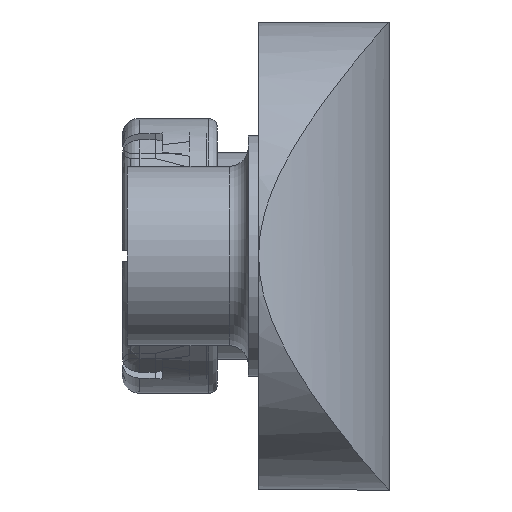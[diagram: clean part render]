
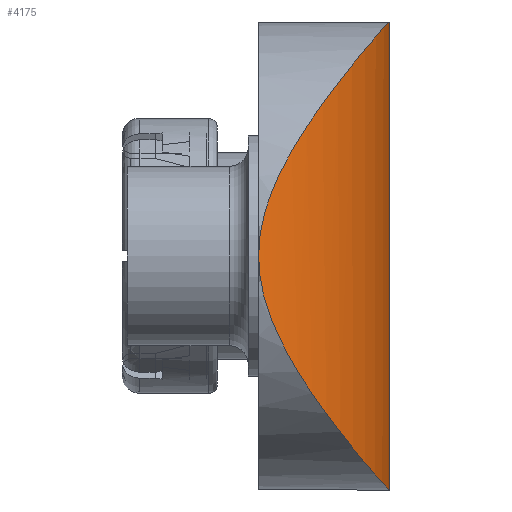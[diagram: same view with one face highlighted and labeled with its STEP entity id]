
A CAD part, left-side view. The second image highlights one B-rep face of the part: STEP entity #4175.
In plain terms, the highlighted cylindrical face has radius 8.335 mm (diameter 16.671 mm), a partial arc.
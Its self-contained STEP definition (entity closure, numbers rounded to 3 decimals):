
#8 = DIRECTION ( 'NONE',  ( 0., 0., 1. ) ) ;
#38 = ORIENTED_EDGE ( 'NONE', *, *, #2310, .F. ) ;
#84 = CARTESIAN_POINT ( 'NONE',  ( -11.764, 2.17, -4.128 ) ) ;
#96 = CARTESIAN_POINT ( 'NONE',  ( -13.145, 3.81, 0.238 ) ) ;
#122 = VERTEX_POINT ( 'NONE', #1668 ) ;
#130 = CARTESIAN_POINT ( 'NONE',  ( -12.229, 2.628, -3.434 ) ) ;
#179 = CARTESIAN_POINT ( 'NONE',  ( -6.833, 0.014, 6.795 ) ) ;
#215 = CYLINDRICAL_SURFACE ( 'NONE', #2345, 8.335 ) ;
#250 = EDGE_CURVE ( 'NONE', #2700, #122, #1523, .T. ) ;
#355 = DIRECTION ( 'NONE',  ( 1., 0., 0. ) ) ;
#370 = CARTESIAN_POINT ( 'NONE',  ( -6.145, 8.335, 6.795 ) ) ;
#380 = AXIS2_PLACEMENT_3D ( 'NONE', #370, #2711, #1736 ) ;
#415 = CARTESIAN_POINT ( 'NONE',  ( -9.282, 0.61, -6.134 ) ) ;
#441 = CARTESIAN_POINT ( 'NONE',  ( -13.083, 3.715, 0.949 ) ) ;
#446 = CARTESIAN_POINT ( 'NONE',  ( -10.911, 1.487, -5.054 ) ) ;
#460 = CARTESIAN_POINT ( 'NONE',  ( -13.133, 3.791, 0.475 ) ) ;
#477 = CARTESIAN_POINT ( 'NONE',  ( -8.221, 0.259, 6.536 ) ) ;
#478 = EDGE_CURVE ( 'NONE', #3260, #1642, #1487, .T. ) ;
#503 = CARTESIAN_POINT ( 'NONE',  ( -6.35, 0.003, 6.795 ) ) ;
#560 = CARTESIAN_POINT ( 'NONE',  ( -6.145, 0., -6.795 ) ) ;
#575 = CIRCLE ( 'NONE', #380, 8.335 ) ;
#579 = VECTOR ( 'NONE', #930, 1000. ) ;
#686 = EDGE_CURVE ( 'NONE', #122, #3466, #2582, .T. ) ;
#744 = CARTESIAN_POINT ( 'NONE',  ( -6.35, 0.003, -6.795 ) ) ;
#789 = CARTESIAN_POINT ( 'NONE',  ( -12.951, 3.523, 1.626 ) ) ;
#803 = CARTESIAN_POINT ( 'NONE',  ( -8.869, 0.455, -6.315 ) ) ;
#819 = CARTESIAN_POINT ( 'NONE',  ( -12.429, 2.853, 3.066 ) ) ;
#843 = FACE_OUTER_BOUND ( 'NONE', #2092, .T. ) ;
#930 = DIRECTION ( 'NONE',  ( 0., 0., 1. ) ) ;
#1096 = CARTESIAN_POINT ( 'NONE',  ( -8.656, 0.384, -6.396 ) ) ;
#1142 = CARTESIAN_POINT ( 'NONE',  ( -8.215, 0.258, -6.538 ) ) ;
#1156 = DIRECTION ( 'NONE',  ( 1., 0., 0. ) ) ;
#1345 = CARTESIAN_POINT ( 'NONE',  ( -6.145, 8.335, -6.795 ) ) ;
#1446 = CARTESIAN_POINT ( 'NONE',  ( -13.145, 3.81, 0. ) ) ;
#1463 = CARTESIAN_POINT ( 'NONE',  ( -6.833, 0.014, -6.795 ) ) ;
#1475 = CARTESIAN_POINT ( 'NONE',  ( -12.766, 3.264, -2.279 ) ) ;
#1487 = LINE ( 'NONE', #560, #579 ) ;
#1490 = CARTESIAN_POINT ( 'NONE',  ( -12.904, 3.454, -1.853 ) ) ;
#1523 = B_SPLINE_CURVE_WITH_KNOTS ( 'NONE', 3,
 ( #744, #1463, #3488, #3078, #1142, #1096, #803, #415, #3456, #4105, #3440, #3805, #446, #4094, #84, #130, #3788, #1475, #1490, #3817, #2465, #3425, #2093, #2421 ),
 .UNSPECIFIED., .F., .F.,
 ( 4, 2, 2, 2, 2, 2, 2, 2, 2, 2, 2, 4 ),
 ( 0., 0.001, 0.002, 0.003, 0.004, 0.004, 0.006, 0.007, 0.009, 0.01, 0.011, 0.011 ),
 .UNSPECIFIED. ) ;
#1642 = VERTEX_POINT ( 'NONE', #3956 ) ;
#1668 = CARTESIAN_POINT ( 'NONE',  ( -13.145, 3.81, 0. ) ) ;
#1736 = DIRECTION ( 'NONE',  ( 1., 0., 0. ) ) ;
#2092 = EDGE_LOOP ( 'NONE', ( #38, #3333, #4106, #2286, #2231 ) ) ;
#2093 = CARTESIAN_POINT ( 'NONE',  ( -13.145, 3.81, -0.238 ) ) ;
#2125 = CARTESIAN_POINT ( 'NONE',  ( -8.872, 0.456, 6.314 ) ) ;
#2154 = CARTESIAN_POINT ( 'NONE',  ( -10.057, 0.972, 5.699 ) ) ;
#2165 = CARTESIAN_POINT ( 'NONE',  ( -9.87, 0.876, 5.816 ) ) ;
#2206 = CARTESIAN_POINT ( 'NONE',  ( -7.303, 0.068, 6.744 ) ) ;
#2231 = ORIENTED_EDGE ( 'NONE', *, *, #250, .F. ) ;
#2263 = CIRCLE ( 'NONE', #2701, 8.335 ) ;
#2275 = CARTESIAN_POINT ( 'NONE',  ( -6.145, 0., -6.795 ) ) ;
#2286 = ORIENTED_EDGE ( 'NONE', *, *, #686, .F. ) ;
#2310 = EDGE_CURVE ( 'NONE', #3260, #2700, #2263, .T. ) ;
#2345 = AXIS2_PLACEMENT_3D ( 'NONE', #1345, #8, #355 ) ;
#2421 = CARTESIAN_POINT ( 'NONE',  ( -13.145, 3.81, 0. ) ) ;
#2434 = CARTESIAN_POINT ( 'NONE',  ( -12.894, 3.442, 1.843 ) ) ;
#2465 = CARTESIAN_POINT ( 'NONE',  ( -13.082, 3.714, -0.951 ) ) ;
#2477 = CARTESIAN_POINT ( 'NONE',  ( -12.229, 2.628, 3.433 ) ) ;
#2582 = B_SPLINE_CURVE_WITH_KNOTS ( 'NONE', 3,
 ( #1446, #96, #460, #441, #4114, #789, #2434, #3119, #4102, #819, #2477, #3088, #2827, #3152, #4081, #2154, #2165, #3767, #3501, #2125, #2781, #477, #2816, #2206, #179, #4179 ),
 .UNSPECIFIED., .F., .F.,
 ( 4, 2, 2, 2, 2, 2, 2, 2, 2, 2, 2, 2, 4 ),
 ( 0.011, 0.012, 0.013, 0.014, 0.014, 0.016, 0.017, 0.019, 0.019, 0.02, 0.021, 0.021, 0.023 ),
 .UNSPECIFIED. ) ;
#2700 = VERTEX_POINT ( 'NONE', #3130 ) ;
#2701 = AXIS2_PLACEMENT_3D ( 'NONE', #2800, #3137, #1156 ) ;
#2711 = DIRECTION ( 'NONE',  ( 0., 0., -1. ) ) ;
#2781 = CARTESIAN_POINT ( 'NONE',  ( -8.66, 0.385, 6.395 ) ) ;
#2800 = CARTESIAN_POINT ( 'NONE',  ( -6.145, 8.335, -6.795 ) ) ;
#2816 = CARTESIAN_POINT ( 'NONE',  ( -7.993, 0.204, 6.597 ) ) ;
#2827 = CARTESIAN_POINT ( 'NONE',  ( -11.498, 1.935, 4.455 ) ) ;
#3078 = CARTESIAN_POINT ( 'NONE',  ( -7.988, 0.203, -6.599 ) ) ;
#3088 = CARTESIAN_POINT ( 'NONE',  ( -11.764, 2.17, 4.127 ) ) ;
#3119 = CARTESIAN_POINT ( 'NONE',  ( -12.76, 3.262, 2.267 ) ) ;
#3130 = CARTESIAN_POINT ( 'NONE',  ( -6.35, 0.003, -6.795 ) ) ;
#3137 = DIRECTION ( 'NONE',  ( 0., 0., -1. ) ) ;
#3152 = CARTESIAN_POINT ( 'NONE',  ( -10.911, 1.487, 5.054 ) ) ;
#3260 = VERTEX_POINT ( 'NONE', #2275 ) ;
#3333 = ORIENTED_EDGE ( 'NONE', *, *, #478, .T. ) ;
#3425 = CARTESIAN_POINT ( 'NONE',  ( -13.132, 3.79, -0.476 ) ) ;
#3440 = CARTESIAN_POINT ( 'NONE',  ( -10.055, 0.971, -5.7 ) ) ;
#3456 = CARTESIAN_POINT ( 'NONE',  ( -9.481, 0.694, -6.035 ) ) ;
#3466 = VERTEX_POINT ( 'NONE', #503 ) ;
#3488 = CARTESIAN_POINT ( 'NONE',  ( -7.302, 0.068, -6.744 ) ) ;
#3501 = CARTESIAN_POINT ( 'NONE',  ( -9.284, 0.61, 6.133 ) ) ;
#3767 = CARTESIAN_POINT ( 'NONE',  ( -9.483, 0.695, 6.034 ) ) ;
#3788 = CARTESIAN_POINT ( 'NONE',  ( -12.429, 2.852, -3.067 ) ) ;
#3805 = CARTESIAN_POINT ( 'NONE',  ( -10.589, 1.272, -5.328 ) ) ;
#3817 = CARTESIAN_POINT ( 'NONE',  ( -13.046, 3.659, -1.181 ) ) ;
#3889 = EDGE_CURVE ( 'NONE', #1642, #3466, #575, .T. ) ;
#3956 = CARTESIAN_POINT ( 'NONE',  ( -6.145, 0., 6.795 ) ) ;
#4081 = CARTESIAN_POINT ( 'NONE',  ( -10.59, 1.272, 5.328 ) ) ;
#4094 = CARTESIAN_POINT ( 'NONE',  ( -11.497, 1.935, -4.456 ) ) ;
#4102 = CARTESIAN_POINT ( 'NONE',  ( -12.683, 3.163, 2.473 ) ) ;
#4105 = CARTESIAN_POINT ( 'NONE',  ( -9.868, 0.874, -5.818 ) ) ;
#4106 = ORIENTED_EDGE ( 'NONE', *, *, #3889, .T. ) ;
#4114 = CARTESIAN_POINT ( 'NONE',  ( -13.046, 3.659, 1.179 ) ) ;
#4175 = ADVANCED_FACE ( 'NONE', ( #843 ), #215, .T. ) ;
#4179 = CARTESIAN_POINT ( 'NONE',  ( -6.35, 0.003, 6.795 ) ) ;
